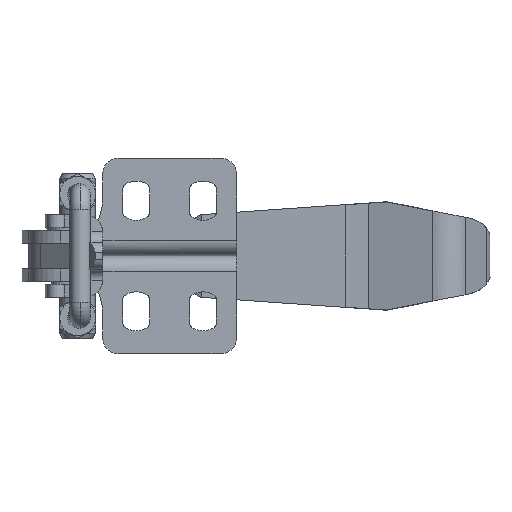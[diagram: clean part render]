
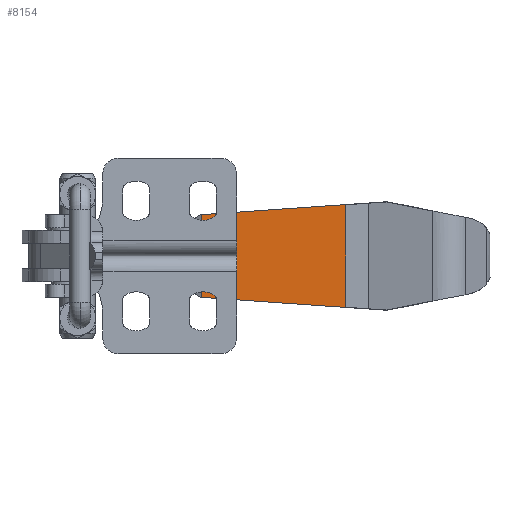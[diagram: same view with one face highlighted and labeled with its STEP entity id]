
A CAD part, front view. The second image highlights one B-rep face of the part: STEP entity #8154.
In plain terms, the highlighted face is planar.
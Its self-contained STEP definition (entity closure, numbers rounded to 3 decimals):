
#436 = VECTOR ( 'NONE', #3255, 1000. ) ;
#1557 = CARTESIAN_POINT ( 'NONE',  ( 10.504, 31.479, 9.996 ) ) ;
#1609 = ORIENTED_EDGE ( 'NONE', *, *, #11522, .T. ) ;
#1919 = CARTESIAN_POINT ( 'NONE',  ( 9.972, 3.724, 8.055 ) ) ;
#2072 = CARTESIAN_POINT ( 'NONE',  ( 9.966, 3.414, 12.5 ) ) ;
#2471 = FACE_OUTER_BOUND ( 'NONE', #2635, .T. ) ;
#2635 = EDGE_LOOP ( 'NONE', ( #6298, #1609, #8489, #6935 ) ) ;
#3255 = DIRECTION ( 'NONE',  ( 0., 0., -1. ) ) ;
#3604 = VERTEX_POINT ( 'NONE', #5258 ) ;
#3947 = DIRECTION ( 'NONE',  ( 0., 0., -1. ) ) ;
#4136 = DIRECTION ( 'NONE',  ( -0.019, -0.997, -0.07 ) ) ;
#4365 = DIRECTION ( 'NONE',  ( -1., 0.019, 0. ) ) ;
#4512 = LINE ( 'NONE', #10121, #10410 ) ;
#5258 = CARTESIAN_POINT ( 'NONE',  ( 10.504, 31.479, -9.996 ) ) ;
#5490 = LINE ( 'NONE', #1919, #12020 ) ;
#5551 = EDGE_CURVE ( 'NONE', #9756, #9223, #5490, .T. ) ;
#5961 = PLANE ( 'NONE',  #8685 ) ;
#6298 = ORIENTED_EDGE ( 'NONE', *, *, #13406, .T. ) ;
#6595 = VERTEX_POINT ( 'NONE', #12680 ) ;
#6935 = ORIENTED_EDGE ( 'NONE', *, *, #5551, .T. ) ;
#8022 = CARTESIAN_POINT ( 'NONE',  ( 10.504, 31.479, 12.5 ) ) ;
#8123 = EDGE_CURVE ( 'NONE', #9756, #3604, #9341, .T. ) ;
#8154 = ADVANCED_FACE ( 'NONE', ( #2471 ), #5961, .F. ) ;
#8489 = ORIENTED_EDGE ( 'NONE', *, *, #8123, .F. ) ;
#8685 = AXIS2_PLACEMENT_3D ( 'NONE', #2072, #4365, #13017 ) ;
#8802 = DIRECTION ( 'NONE',  ( 0.019, 0.997, -0.07 ) ) ;
#9223 = VERTEX_POINT ( 'NONE', #13597 ) ;
#9341 = LINE ( 'NONE', #8022, #436 ) ;
#9756 = VERTEX_POINT ( 'NONE', #1557 ) ;
#10121 = CARTESIAN_POINT ( 'NONE',  ( 9.938, 1.985, -7.934 ) ) ;
#10410 = VECTOR ( 'NONE', #8802, 1000. ) ;
#11522 = EDGE_CURVE ( 'NONE', #6595, #3604, #4512, .T. ) ;
#11701 = VECTOR ( 'NONE', #3947, 1000. ) ;
#12020 = VECTOR ( 'NONE', #4136, 1000. ) ;
#12680 = CARTESIAN_POINT ( 'NONE',  ( 9.966, 3.414, -8.034 ) ) ;
#12932 = CARTESIAN_POINT ( 'NONE',  ( 9.966, 3.414, 12.5 ) ) ;
#13017 = DIRECTION ( 'NONE',  ( 0., 0., 1. ) ) ;
#13406 = EDGE_CURVE ( 'NONE', #9223, #6595, #14099, .T. ) ;
#13597 = CARTESIAN_POINT ( 'NONE',  ( 9.966, 3.414, 8.034 ) ) ;
#14099 = LINE ( 'NONE', #12932, #11701 ) ;
